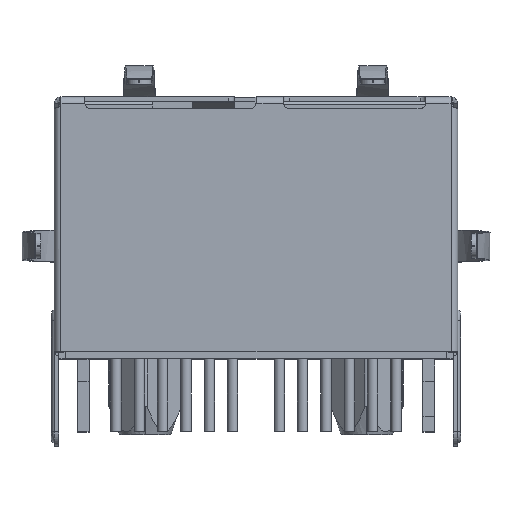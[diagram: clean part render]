
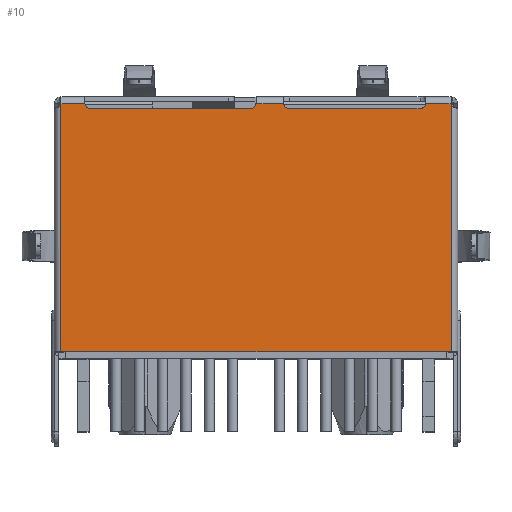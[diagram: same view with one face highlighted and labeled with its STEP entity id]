
A CAD part, top view. The second image highlights one B-rep face of the part: STEP entity #10.
In plain terms, the highlighted face is planar.
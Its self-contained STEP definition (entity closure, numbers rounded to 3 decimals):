
#10 = ADVANCED_FACE ( 'NONE', ( #2469 ), #18390, .T. ) ;
#86 = DIRECTION ( 'NONE',  ( 0., -1., 0. ) ) ;
#266 = DIRECTION ( 'NONE',  ( -1., 0., 0. ) ) ;
#393 = VECTOR ( 'NONE', #10136, 1000. ) ;
#426 = AXIS2_PLACEMENT_3D ( 'NONE', #11322, #12342, #6540 ) ;
#525 = CARTESIAN_POINT ( 'NONE',  ( -8.488, 5.39, -24.003 ) ) ;
#544 = VERTEX_POINT ( 'NONE', #10762 ) ;
#857 = VECTOR ( 'NONE', #5303, 1000. ) ;
#1075 = CIRCLE ( 'NONE', #2835, 0.254 ) ;
#1136 = EDGE_CURVE ( 'NONE', #11749, #12583, #12618, .T. ) ;
#1467 = DIRECTION ( 'NONE',  ( 0., 1., 0. ) ) ;
#1472 = CIRCLE ( 'NONE', #17447, 0.254 ) ;
#1793 = EDGE_CURVE ( 'NONE', #11749, #17016, #1075, .T. ) ;
#1879 = ORIENTED_EDGE ( 'NONE', *, *, #15679, .T. ) ;
#1890 = VERTEX_POINT ( 'NONE', #17535 ) ;
#2126 = VERTEX_POINT ( 'NONE', #9385 ) ;
#2163 = EDGE_CURVE ( 'NONE', #16398, #544, #7623, .T. ) ;
#2199 = LINE ( 'NONE', #16871, #857 ) ;
#2455 = EDGE_CURVE ( 'NONE', #14497, #11789, #17628, .T. ) ;
#2469 = FACE_OUTER_BOUND ( 'NONE', #2532, .T. ) ;
#2504 = CARTESIAN_POINT ( 'NONE',  ( 0.004, 5.39, -24.003 ) ) ;
#2532 = EDGE_LOOP ( 'NONE', ( #15215, #4423, #9027, #8371, #12002, #7002, #4436, #5348, #15363, #4595, #1879, #13238, #12587, #11268 ) ) ;
#2632 = VECTOR ( 'NONE', #11780, 1000. ) ;
#2835 = AXIS2_PLACEMENT_3D ( 'NONE', #4573, #16062, #1467 ) ;
#3100 = DIRECTION ( 'NONE',  ( 0., 1., 0. ) ) ;
#3563 = VECTOR ( 'NONE', #13535, 1000. ) ;
#3806 = LINE ( 'NONE', #16205, #5786 ) ;
#3867 = EDGE_CURVE ( 'NONE', #9068, #2126, #3806, .T. ) ;
#4004 = VECTOR ( 'NONE', #86, 1000. ) ;
#4260 = CARTESIAN_POINT ( 'NONE',  ( 8.488, 5.354, -24.003 ) ) ;
#4382 = DIRECTION ( 'NONE',  ( 0., 1., 0. ) ) ;
#4423 = ORIENTED_EDGE ( 'NONE', *, *, #8552, .T. ) ;
#4436 = ORIENTED_EDGE ( 'NONE', *, *, #8945, .F. ) ;
#4455 = CARTESIAN_POINT ( 'NONE',  ( 8.488, 5.39, -24.003 ) ) ;
#4573 = CARTESIAN_POINT ( 'NONE',  ( 0.254, 5.436, -24.003 ) ) ;
#4595 = ORIENTED_EDGE ( 'NONE', *, *, #2455, .F. ) ;
#5235 = LINE ( 'NONE', #15326, #15454 ) ;
#5303 = DIRECTION ( 'NONE',  ( -1., 0., 0. ) ) ;
#5348 = ORIENTED_EDGE ( 'NONE', *, *, #2163, .T. ) ;
#5554 = CARTESIAN_POINT ( 'NONE',  ( -1.44, 5.436, -24.003 ) ) ;
#5786 = VECTOR ( 'NONE', #266, 1000. ) ;
#6231 = VERTEX_POINT ( 'NONE', #7814 ) ;
#6342 = CARTESIAN_POINT ( 'NONE',  ( 0., 5.39, -24.003 ) ) ;
#6540 = DIRECTION ( 'NONE',  ( 0., 1., 0. ) ) ;
#6887 = DIRECTION ( 'NONE',  ( 0., 0., 1. ) ) ;
#6961 = DIRECTION ( 'NONE',  ( 0., 1., 0. ) ) ;
#7002 = ORIENTED_EDGE ( 'NONE', *, *, #1793, .T. ) ;
#7623 = CIRCLE ( 'NONE', #18415, 0.254 ) ;
#7814 = CARTESIAN_POINT ( 'NONE',  ( -8.488, -5.41, -24.003 ) ) ;
#7845 = DIRECTION ( 'NONE',  ( 0., 1., 0. ) ) ;
#7981 = CARTESIAN_POINT ( 'NONE',  ( 0., 5.39, -24.003 ) ) ;
#8097 = LINE ( 'NONE', #14661, #17681 ) ;
#8215 = LINE ( 'NONE', #11349, #17352 ) ;
#8371 = ORIENTED_EDGE ( 'NONE', *, *, #14796, .T. ) ;
#8552 = EDGE_CURVE ( 'NONE', #11734, #2126, #15360, .T. ) ;
#8610 = CARTESIAN_POINT ( 'NONE',  ( -8.788, -5.41, -24.003 ) ) ;
#8945 = EDGE_CURVE ( 'NONE', #16398, #17016, #2199, .T. ) ;
#9027 = ORIENTED_EDGE ( 'NONE', *, *, #3867, .F. ) ;
#9068 = VERTEX_POINT ( 'NONE', #18447 ) ;
#9233 = EDGE_CURVE ( 'NONE', #11995, #6231, #14905, .T. ) ;
#9378 = CARTESIAN_POINT ( 'NONE',  ( 7.201, 5.182, -24.003 ) ) ;
#9385 = CARTESIAN_POINT ( 'NONE',  ( -7.139, 5.182, -24.003 ) ) ;
#10115 = DIRECTION ( 'NONE',  ( 0., -1., 0. ) ) ;
#10136 = DIRECTION ( 'NONE',  ( 0., 1., 0. ) ) ;
#10358 = VERTEX_POINT ( 'NONE', #525 ) ;
#10583 = EDGE_CURVE ( 'NONE', #11789, #544, #5235, .T. ) ;
#10762 = CARTESIAN_POINT ( 'NONE',  ( 7.451, 5.39, -24.003 ) ) ;
#10894 = CARTESIAN_POINT ( 'NONE',  ( -1.19, 5.39, -24.003 ) ) ;
#11268 = ORIENTED_EDGE ( 'NONE', *, *, #14901, .T. ) ;
#11322 = CARTESIAN_POINT ( 'NONE',  ( 0., 0., -24.003 ) ) ;
#11349 = CARTESIAN_POINT ( 'NONE',  ( -8.488, 5.272, -24.003 ) ) ;
#11734 = VERTEX_POINT ( 'NONE', #14280 ) ;
#11749 = VERTEX_POINT ( 'NONE', #2504 ) ;
#11780 = DIRECTION ( 'NONE',  ( -1., 0., 0. ) ) ;
#11789 = VERTEX_POINT ( 'NONE', #4455 ) ;
#11995 = VERTEX_POINT ( 'NONE', #16247 ) ;
#12002 = ORIENTED_EDGE ( 'NONE', *, *, #1136, .F. ) ;
#12342 = DIRECTION ( 'NONE',  ( 0., 0., -1. ) ) ;
#12583 = VERTEX_POINT ( 'NONE', #10894 ) ;
#12587 = ORIENTED_EDGE ( 'NONE', *, *, #14030, .F. ) ;
#12618 = LINE ( 'NONE', #6342, #3563 ) ;
#13039 = CARTESIAN_POINT ( 'NONE',  ( -8.488, 5.272, -24.003 ) ) ;
#13100 = CARTESIAN_POINT ( 'NONE',  ( 8.488, 5.272, -24.003 ) ) ;
#13182 = EDGE_CURVE ( 'NONE', #11734, #10358, #17202, .T. ) ;
#13238 = ORIENTED_EDGE ( 'NONE', *, *, #9233, .T. ) ;
#13303 = CARTESIAN_POINT ( 'NONE',  ( -7.139, 5.436, -24.003 ) ) ;
#13311 = VECTOR ( 'NONE', #15310, 1000. ) ;
#13535 = DIRECTION ( 'NONE',  ( -1., 0., 0. ) ) ;
#13602 = CARTESIAN_POINT ( 'NONE',  ( 7.201, 5.436, -24.003 ) ) ;
#14030 = EDGE_CURVE ( 'NONE', #1890, #6231, #14877, .T. ) ;
#14280 = CARTESIAN_POINT ( 'NONE',  ( -7.389, 5.39, -24.003 ) ) ;
#14497 = VERTEX_POINT ( 'NONE', #4260 ) ;
#14661 = CARTESIAN_POINT ( 'NONE',  ( 8.488, 5.272, -24.003 ) ) ;
#14796 = EDGE_CURVE ( 'NONE', #9068, #12583, #1472, .T. ) ;
#14877 = LINE ( 'NONE', #13039, #4004 ) ;
#14901 = EDGE_CURVE ( 'NONE', #1890, #10358, #8215, .T. ) ;
#14905 = LINE ( 'NONE', #8610, #2632 ) ;
#15215 = ORIENTED_EDGE ( 'NONE', *, *, #13182, .F. ) ;
#15310 = DIRECTION ( 'NONE',  ( -1., 0., 0. ) ) ;
#15326 = CARTESIAN_POINT ( 'NONE',  ( 0., 5.39, -24.003 ) ) ;
#15360 = CIRCLE ( 'NONE', #16990, 0.254 ) ;
#15363 = ORIENTED_EDGE ( 'NONE', *, *, #10583, .F. ) ;
#15448 = DIRECTION ( 'NONE',  ( -1., 0., 0. ) ) ;
#15454 = VECTOR ( 'NONE', #15448, 1000. ) ;
#15679 = EDGE_CURVE ( 'NONE', #14497, #11995, #8097, .T. ) ;
#16062 = DIRECTION ( 'NONE',  ( 0., 0., 1. ) ) ;
#16205 = CARTESIAN_POINT ( 'NONE',  ( -7.393, 5.182, -24.003 ) ) ;
#16247 = CARTESIAN_POINT ( 'NONE',  ( 8.488, -5.41, -24.003 ) ) ;
#16398 = VERTEX_POINT ( 'NONE', #9378 ) ;
#16570 = DIRECTION ( 'NONE',  ( 0., 0., 1. ) ) ;
#16871 = CARTESIAN_POINT ( 'NONE',  ( 0., 5.182, -24.003 ) ) ;
#16990 = AXIS2_PLACEMENT_3D ( 'NONE', #13303, #17479, #4382 ) ;
#17016 = VERTEX_POINT ( 'NONE', #17861 ) ;
#17202 = LINE ( 'NONE', #7981, #13311 ) ;
#17352 = VECTOR ( 'NONE', #3100, 1000. ) ;
#17447 = AXIS2_PLACEMENT_3D ( 'NONE', #5554, #6887, #6961 ) ;
#17479 = DIRECTION ( 'NONE',  ( 0., 0., 1. ) ) ;
#17535 = CARTESIAN_POINT ( 'NONE',  ( -8.488, 5.354, -24.003 ) ) ;
#17628 = LINE ( 'NONE', #13100, #393 ) ;
#17681 = VECTOR ( 'NONE', #10115, 1000. ) ;
#17861 = CARTESIAN_POINT ( 'NONE',  ( 0.254, 5.182, -24.003 ) ) ;
#18390 = PLANE ( 'NONE',  #426 ) ;
#18415 = AXIS2_PLACEMENT_3D ( 'NONE', #13602, #16570, #7845 ) ;
#18447 = CARTESIAN_POINT ( 'NONE',  ( -1.44, 5.182, -24.003 ) ) ;
